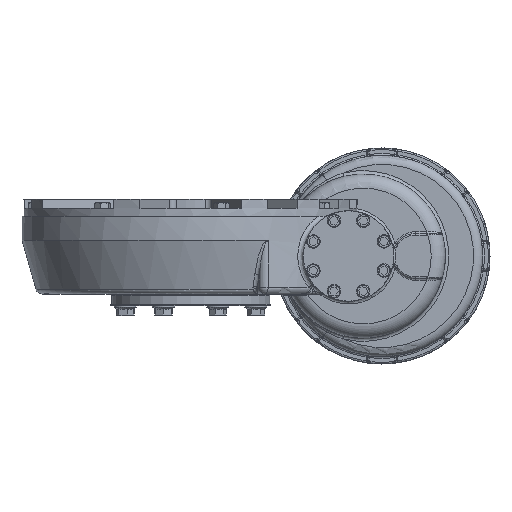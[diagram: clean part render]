
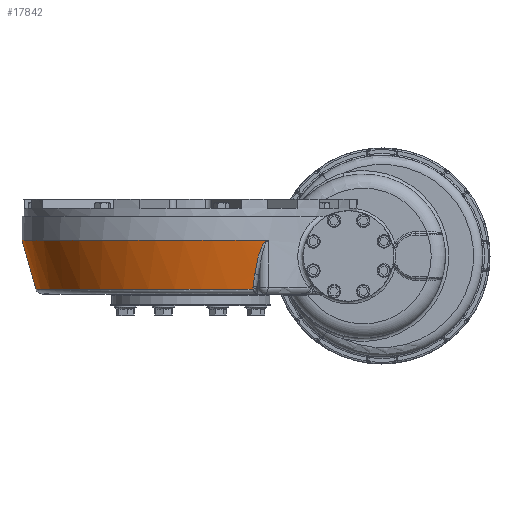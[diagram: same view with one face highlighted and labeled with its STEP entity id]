
A CAD part, left-side view. The second image highlights one B-rep face of the part: STEP entity #17842.
In plain terms, the highlighted conical face has half-angle 15.397 degrees and reference radius 298 mm.
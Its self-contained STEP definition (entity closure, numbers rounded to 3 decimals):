
#721=B_SPLINE_CURVE_WITH_KNOTS('',3,(#50125,#50126,#50127,#50128,#50129,
#50130,#50131,#50132,#50133,#50134,#50135,#50136,#50137),.UNSPECIFIED.,
 .F.,.F.,(4,1,1,1,1,1,1,1,1,1,4),(0.,0.016,0.024,
0.032,0.041,0.045,0.049,
0.053,0.057,0.061,0.065),
 .UNSPECIFIED.);
#723=B_SPLINE_CURVE_WITH_KNOTS('',3,(#50157,#50158,#50159,#50160),
 .UNSPECIFIED.,.F.,.F.,(4,4),(0.,1.),.UNSPECIFIED.);
#725=B_SPLINE_CURVE_WITH_KNOTS('',3,(#50196,#50197,#50198,#50199),
 .UNSPECIFIED.,.F.,.F.,(4,4),(0.,0.005),.UNSPECIFIED.);
#731=B_SPLINE_CURVE_WITH_KNOTS('',3,(#50406,#50407,#50408,#50409),
 .UNSPECIFIED.,.F.,.F.,(4,4),(0.,0.005),.UNSPECIFIED.);
#733=B_SPLINE_CURVE_WITH_KNOTS('',3,(#50429,#50430,#50431,#50432),
 .UNSPECIFIED.,.F.,.F.,(4,4),(0.,1.),.UNSPECIFIED.);
#735=B_SPLINE_CURVE_WITH_KNOTS('',3,(#50561,#50562,#50563,#50564,#50565,
#50566,#50567,#50568,#50569,#50570,#50571,#50572),.UNSPECIFIED.,.F.,.F.,
(4,1,1,1,1,1,1,1,1,4),(0.,0.004,0.008,0.012,
0.016,0.025,0.033,0.041,
0.049,0.066),.UNSPECIFIED.);
#963=CONICAL_SURFACE('',#21807,298.,0.269);
#8466=ORIENTED_EDGE('',*,*,#11059,.T.);
#8467=ORIENTED_EDGE('',*,*,#11056,.T.);
#8468=ORIENTED_EDGE('',*,*,#10942,.T.);
#8469=ORIENTED_EDGE('',*,*,#11075,.T.);
#8470=ORIENTED_EDGE('',*,*,#11073,.T.);
#8471=ORIENTED_EDGE('',*,*,#11070,.T.);
#8472=ORIENTED_EDGE('',*,*,#11085,.T.);
#8473=ORIENTED_EDGE('',*,*,#11062,.T.);
#10942=EDGE_CURVE('',#12727,#12726,#13740,.T.);
#11056=EDGE_CURVE('',#12777,#12727,#721,.T.);
#11059=EDGE_CURVE('',#12779,#12777,#723,.T.);
#11062=EDGE_CURVE('',#12781,#12779,#725,.T.);
#11070=EDGE_CURVE('',#12785,#12784,#731,.T.);
#11073=EDGE_CURVE('',#12787,#12785,#733,.T.);
#11075=EDGE_CURVE('',#12726,#12787,#735,.T.);
#11085=EDGE_CURVE('',#12784,#12781,#13812,.F.);
#12726=VERTEX_POINT('',#47429);
#12727=VERTEX_POINT('',#47431);
#12777=VERTEX_POINT('',#50107);
#12779=VERTEX_POINT('',#50151);
#12781=VERTEX_POINT('',#50190);
#12784=VERTEX_POINT('',#50369);
#12785=VERTEX_POINT('',#50400);
#12787=VERTEX_POINT('',#50423);
#13740=CIRCLE('',#21676,298.);
#13812=CIRCLE('',#21788,274.127);
#15138=EDGE_LOOP('',(#8466,#8467,#8468,#8469,#8470,#8471,#8472,#8473));
#16470=FACE_BOUND('',#15138,.T.);
#17842=ADVANCED_FACE('',(#16470),#963,.T.);
#21676=AXIS2_PLACEMENT_3D('',#47430,#26582,#26583);
#21788=AXIS2_PLACEMENT_3D('',#50591,#26823,#26824);
#21807=AXIS2_PLACEMENT_3D('',#50620,#26871,#26872);
#26582=DIRECTION('',(0.,0.,-1.));
#26583=DIRECTION('',(1.,0.,0.));
#26823=DIRECTION('',(0.,0.,-1.));
#26824=DIRECTION('',(1.,0.,0.));
#26871=DIRECTION('',(0.,0.,1.));
#26872=DIRECTION('',(-1.,0.,0.));
#47429=CARTESIAN_POINT('',(368.101,-36.242,105.));
#47430=CARTESIAN_POINT('',(102.24,98.375,105.));
#47431=CARTESIAN_POINT('',(-163.621,-36.242,105.));
#50107=CARTESIAN_POINT('',(-155.395,-15.295,45.436));
#50125=CARTESIAN_POINT('',(-155.395,-15.295,45.436));
#50126=CARTESIAN_POINT('',(-156.652,-16.018,50.674));
#50127=CARTESIAN_POINT('',(-158.43,-17.33,58.502));
#50128=CARTESIAN_POINT('',(-160.541,-19.613,68.881));
#50129=CARTESIAN_POINT('',(-161.969,-21.635,76.627));
#50130=CARTESIAN_POINT('',(-162.997,-23.643,83.054));
#50131=CARTESIAN_POINT('',(-163.675,-25.496,88.116));
#50132=CARTESIAN_POINT('',(-164.094,-27.043,91.876));
#50133=CARTESIAN_POINT('',(-164.392,-28.778,95.552));
#50134=CARTESIAN_POINT('',(-164.525,-30.747,99.078));
#50135=CARTESIAN_POINT('',(-164.394,-33.124,102.437));
#50136=CARTESIAN_POINT('',(-164.,-35.081,104.324));
#50137=CARTESIAN_POINT('',(-163.621,-36.242,105.));
#50151=CARTESIAN_POINT('',(-150.029,-12.213,23.093));
#50157=CARTESIAN_POINT('',(-150.029,-12.213,23.093));
#50158=CARTESIAN_POINT('',(-151.818,-13.24,30.541));
#50159=CARTESIAN_POINT('',(-153.606,-14.268,37.989));
#50160=CARTESIAN_POINT('',(-155.395,-15.295,45.436));
#50190=CARTESIAN_POINT('',(-148.625,-12.136,18.314));
#50196=CARTESIAN_POINT('',(-148.625,-12.136,18.314));
#50197=CARTESIAN_POINT('',(-149.174,-11.963,19.886));
#50198=CARTESIAN_POINT('',(-149.641,-11.99,21.48));
#50199=CARTESIAN_POINT('',(-150.029,-12.213,23.093));
#50369=CARTESIAN_POINT('',(353.105,-12.136,18.314));
#50400=CARTESIAN_POINT('',(354.509,-12.213,23.093));
#50406=CARTESIAN_POINT('',(354.509,-12.213,23.093));
#50407=CARTESIAN_POINT('',(354.121,-11.99,21.48));
#50408=CARTESIAN_POINT('',(353.654,-11.963,19.886));
#50409=CARTESIAN_POINT('',(353.105,-12.136,18.314));
#50423=CARTESIAN_POINT('',(359.875,-15.295,45.436));
#50429=CARTESIAN_POINT('',(359.875,-15.295,45.436));
#50430=CARTESIAN_POINT('',(358.086,-14.268,37.989));
#50431=CARTESIAN_POINT('',(356.298,-13.24,30.541));
#50432=CARTESIAN_POINT('',(354.509,-12.213,23.093));
#50561=CARTESIAN_POINT('',(368.101,-36.242,105.));
#50562=CARTESIAN_POINT('',(368.481,-35.081,104.323));
#50563=CARTESIAN_POINT('',(368.876,-33.113,102.425));
#50564=CARTESIAN_POINT('',(369.005,-30.738,99.064));
#50565=CARTESIAN_POINT('',(368.87,-28.754,95.506));
#50566=CARTESIAN_POINT('',(368.464,-26.425,90.556));
#50567=CARTESIAN_POINT('',(367.673,-24.029,84.283));
#50568=CARTESIAN_POINT('',(366.45,-21.639,76.637));
#50569=CARTESIAN_POINT('',(365.027,-19.621,68.914));
#50570=CARTESIAN_POINT('',(362.913,-17.332,58.514));
#50571=CARTESIAN_POINT('',(361.132,-16.018,50.671));
#50572=CARTESIAN_POINT('',(359.875,-15.295,45.436));
#50591=CARTESIAN_POINT('',(102.24,98.375,18.314));
#50620=CARTESIAN_POINT('',(102.24,98.375,105.));
